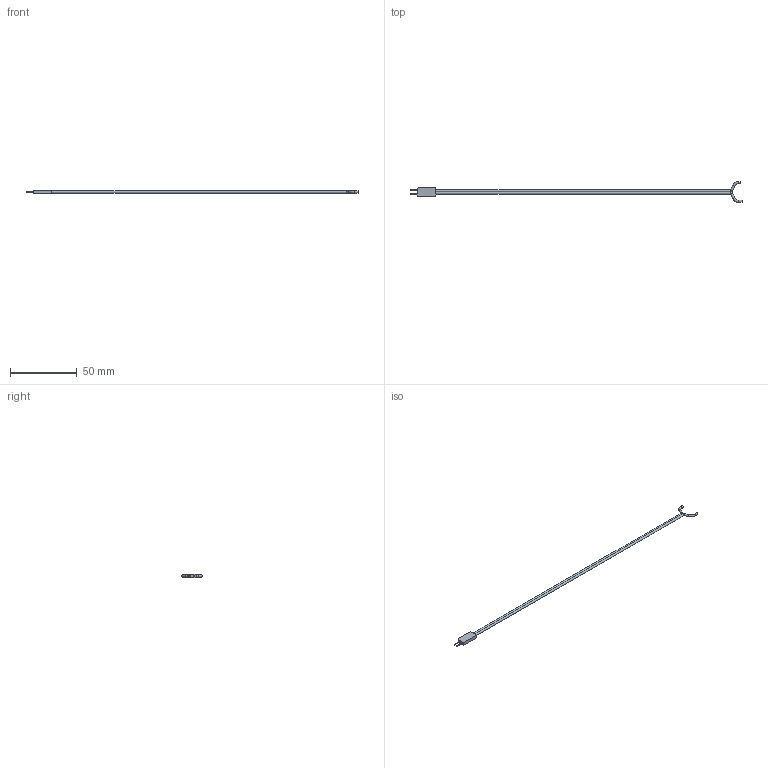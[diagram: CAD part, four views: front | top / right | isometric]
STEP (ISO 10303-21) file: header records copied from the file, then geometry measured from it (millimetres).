
FILE_DESCRIPTION(/* description */ (''),/* implementation_level */ '2;1');
FILE_NAME(/* name */ '2-Wire Motor Cable-Male.ipt.step',/* time_stamp */ '2020-04-16T23:15:19-04:00',/* author */ ('Hannah'),/* organization */ (''),/* preprocessor_version */ 'ST-DEVELOPER v17',/* originating_system */ 'Autodesk Inventor 2019',/* authorisation */ '');
FILE_SCHEMA (('AUTOMOTIVE_DESIGN { 1 0 10303 214 3 1 1 }'));
Length unit declared in the file: inch
Products named in the file (1): 2-Wire Motor Cable-Male
Bounding box: 248.21 x 15.59 x 2.54 mm (x, y, z)
Volume: 1148.1 mm3; surface area: 2649.3 mm2
Topology: 3 solids, 3 shells, 34 faces, 77 edges, 51 vertices
Faces by surface type: plane 24, cylinder 6, torus 4
Full cylindrical faces by diameter (mm): 1.6 x6
Entity records: 1056 total; most frequent: DIRECTION 171, CARTESIAN_POINT 163, ORIENTED_EDGE 154, EDGE_CURVE 77, AXIS2_PLACEMENT_3D 59, LINE 53, VECTOR 53, VERTEX_POINT 51
